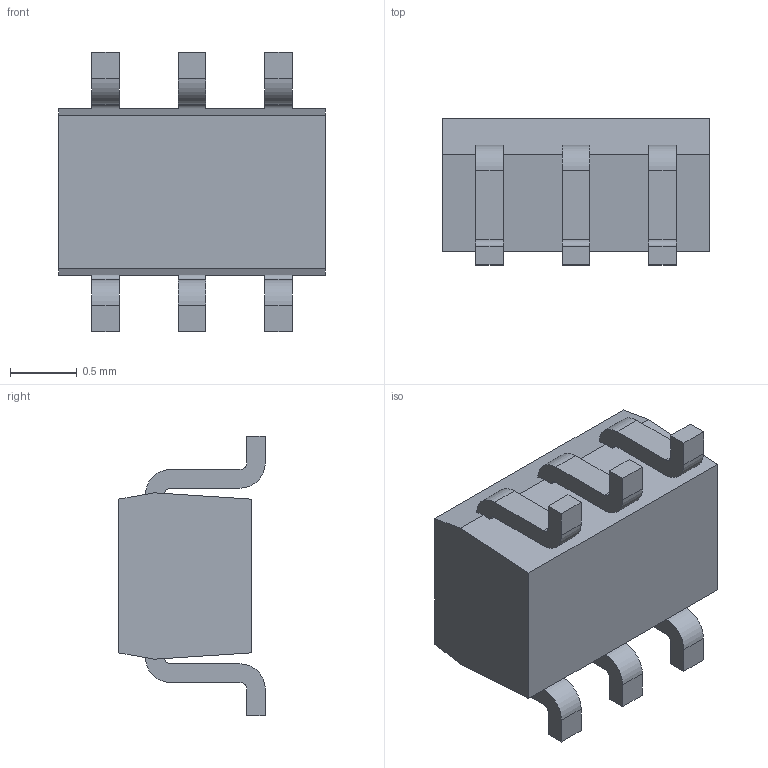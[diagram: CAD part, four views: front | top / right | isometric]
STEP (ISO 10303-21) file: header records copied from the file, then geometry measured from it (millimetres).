
FILE_DESCRIPTION (( 'STEP AP214' ), '1' );
FILE_NAME ('NTJD4001NT1G.STEP', '2019-10-14T22:23:53', ( '' ), ( '' ), 'SwSTEP 2.0', 'SolidWorks 2017', '' );
FILE_SCHEMA (( 'AUTOMOTIVE_DESIGN' ));
Length unit declared in the file: millimetre
Products named in the file (1): NTJD4001NT1G
Bounding box: 2 x 1.1 x 2.1 mm (x, y, z)
Volume: 2.6 mm3; surface area: 16 mm2
Topology: 7 solids, 7 shells, 86 faces, 216 edges, 144 vertices
Faces by surface type: plane 62, cylinder 24
Entity records: 2656 total; most frequent: CARTESIAN_POINT 447, DIRECTION 438, ORIENTED_EDGE 432, EDGE_CURVE 216, VECTOR 168, LINE 168, VERTEX_POINT 144, AXIS2_PLACEMENT_3D 135
